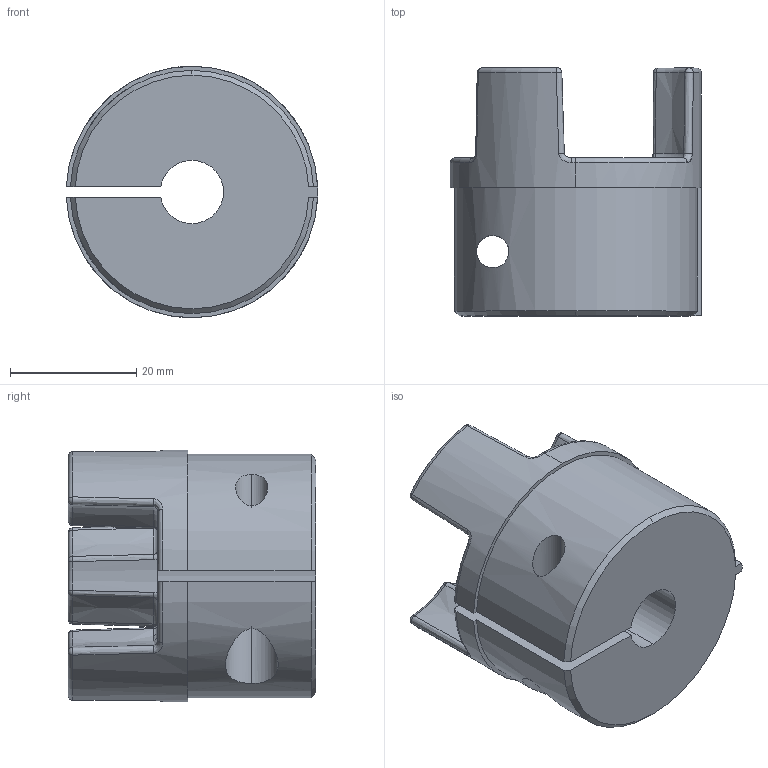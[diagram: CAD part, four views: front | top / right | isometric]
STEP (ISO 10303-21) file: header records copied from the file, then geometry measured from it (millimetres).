
FILE_DESCRIPTION (( 'STEP AP214' ), '1' );
FILE_NAME ('DC-JAC40-10M.STEP', '2015-12-01T20:05:31', ( '' ), ( '' ), 'SwSTEP 2.0', 'SolidWorks 2015', '' );
FILE_SCHEMA (( 'AUTOMOTIVE_DESIGN' ));
Length unit declared in the file: millimetre
Products named in the file (1): DC-JAC40-10M
Bounding box: 39.76 x 39.22 x 39.78 mm (x, y, z)
Volume: 29760.5 mm3; surface area: 8674.6 mm2
Topology: 1 solids, 1 shells, 100 faces, 246 edges, 137 vertices
Faces by surface type: torus 25, bspline 24, cylinder 16, plane 12, sphere 12, cone 11
Entity records: 3716 total; most frequent: CARTESIAN_POINT 1507, ORIENTED_EDGE 468, DIRECTION 464, EDGE_CURVE 234, AXIS2_PLACEMENT_3D 216, CIRCLE 139, VERTEX_POINT 137, EDGE_LOOP 105
